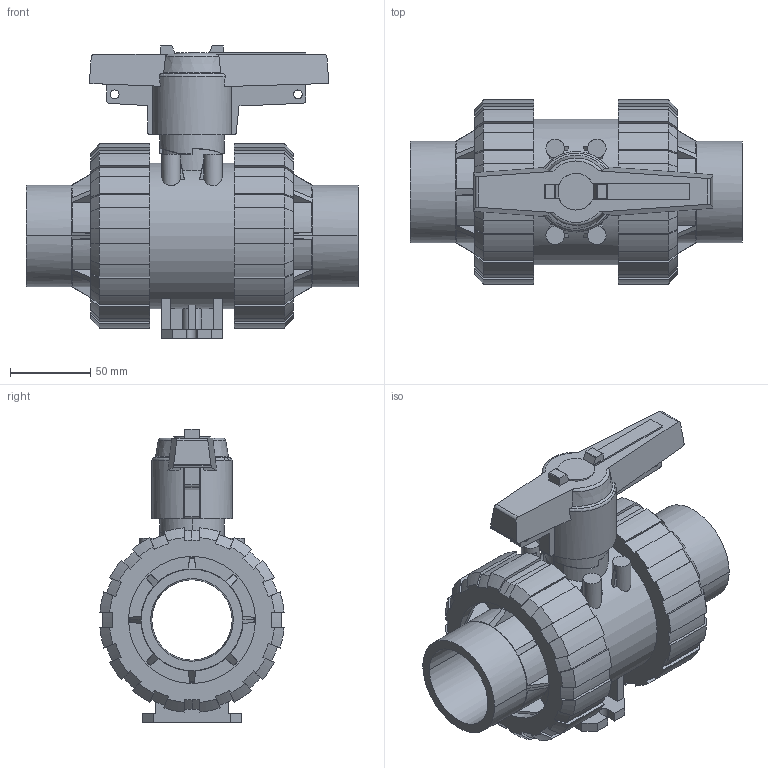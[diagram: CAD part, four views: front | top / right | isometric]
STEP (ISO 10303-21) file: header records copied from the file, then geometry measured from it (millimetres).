
FILE_DESCRIPTION(('STEP AP214'),'1');
FILE_NAME('cctmp_C037FFA0-FE53-4E1B-9E57-2E47AEB61C13_2021_10_22_07_36_34_0695..stp','2021-10-22T05:36:35',('Praher Valves GmbH'),('CADClick - www.CADClick.com'),'Spatial InterOp 3D',' ','unknown authorization');
FILE_SCHEMA(('AUTOMOTIVE_DESIGN'));
Length unit declared in the file: millimetre
Products named in the file (7): cc_unnamed; 210124_5; 210124_4; 210124_3; 210124_2; 210124_1; 210124
Assembly tree (6 placements, depth 2):
  cc_unnamed
    210124_5
    210124_4
    210124_3
    210124_2
    210124_1
    210124
Bounding box: 206.5 x 114.61 x 182.67 mm (x, y, z)
Volume: 1045796.1 mm3; surface area: 225016.8 mm2
Topology: 6 solids, 6 shells, 506 faces, 1458 edges, 970 vertices
Faces by surface type: plane 248, cylinder 122, cone 80, bspline 48, torus 8
Entity records: 22737 total; most frequent: CARTESIAN_POINT 5756, ORIENTED_EDGE 2916, DIRECTION 2438, EDGE_CURVE 1458, VERTEX_POINT 970, AXIS2_PLACEMENT_3D 861, LINE 716, VECTOR 716
